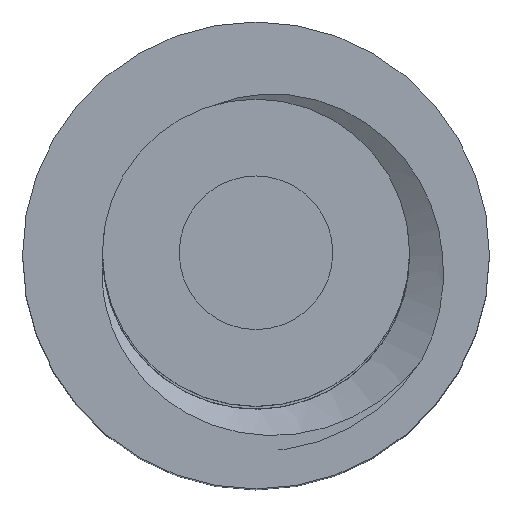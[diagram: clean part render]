
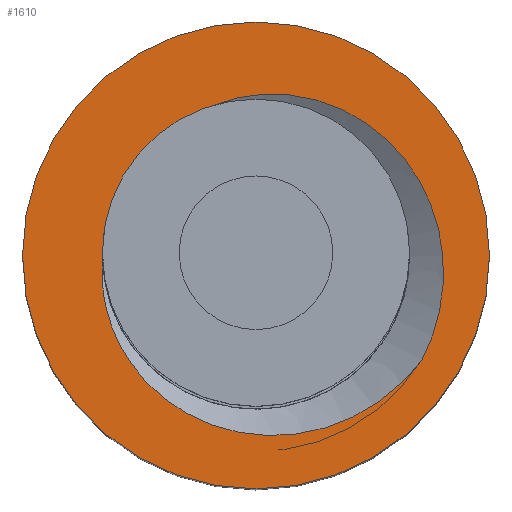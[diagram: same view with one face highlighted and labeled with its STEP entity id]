
A CAD part, top view. The second image highlights one B-rep face of the part: STEP entity #1610.
In plain terms, the highlighted planar face has unit normal (0, 0, 1).
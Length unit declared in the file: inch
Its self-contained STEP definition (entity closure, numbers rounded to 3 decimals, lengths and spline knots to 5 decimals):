
#29=CARTESIAN_POINT('',(0.,0.,0.5));
#30=DIRECTION('',(0.,0.,1.));
#31=DIRECTION('',(1.,0.,0.));
#32=AXIS2_PLACEMENT_3D('',#29,#30,#31);
#34=CARTESIAN_POINT('',(0.,0.,0.5));
#35=DIRECTION('',(0.,0.,1.));
#36=DIRECTION('',(-1.,0.,0.));
#37=AXIS2_PLACEMENT_3D('',#34,#35,#36);
#39=CARTESIAN_POINT('',(-0.05117,0.11405,0.5));
#40=CARTESIAN_POINT('',(-0.04728,0.11633,0.5));
#41=CARTESIAN_POINT('',(-0.0393,0.12043,0.5));
#42=CARTESIAN_POINT('',(-0.02661,0.12533,0.5));
#43=CARTESIAN_POINT('',(-0.01363,0.1288,0.5));
#44=CARTESIAN_POINT('',(-0.00051,0.1309,0.5));
#45=CARTESIAN_POINT('',(0.01319,0.13167,0.5));
#46=CARTESIAN_POINT('',(0.02806,0.13092,0.5));
#47=CARTESIAN_POINT('',(0.04466,0.12811,0.5));
#48=CARTESIAN_POINT('',(0.06294,0.12242,0.5));
#49=CARTESIAN_POINT('',(0.08152,0.11346,0.5));
#50=CARTESIAN_POINT('',(0.09919,0.10132,0.5));
#51=CARTESIAN_POINT('',(0.11521,0.0862,0.5));
#52=CARTESIAN_POINT('',(0.1288,0.06866,0.5));
#53=CARTESIAN_POINT('',(0.13963,0.04912,0.5));
#54=CARTESIAN_POINT('',(0.14744,0.02795,0.5));
#55=CARTESIAN_POINT('',(0.152,0.00568,0.5));
#56=CARTESIAN_POINT('',(0.15316,-0.01744,0.5));
#57=CARTESIAN_POINT('',(0.15083,-0.04054,0.5));
#58=CARTESIAN_POINT('',(0.14497,-0.06336,0.5));
#59=CARTESIAN_POINT('',(0.13883,-0.07784,0.5));
#60=CARTESIAN_POINT('',(0.13517,-0.08493,0.5));
#62=CARTESIAN_POINT('',(0.13517,-0.08493,0.5));
#63=CARTESIAN_POINT('',(0.13043,-0.09122,0.5));
#64=CARTESIAN_POINT('',(0.12018,-0.10291,0.5));
#65=CARTESIAN_POINT('',(0.10232,-0.11803,0.5));
#66=CARTESIAN_POINT('',(0.08274,-0.13012,0.5));
#67=CARTESIAN_POINT('',(0.06169,-0.13911,0.5));
#68=CARTESIAN_POINT('',(0.03977,-0.14478,0.5));
#69=CARTESIAN_POINT('',(0.0176,-0.14707,0.5));
#70=CARTESIAN_POINT('',(-0.00459,-0.146,0.5));
#71=CARTESIAN_POINT('',(-0.02607,-0.14165,0.5));
#72=CARTESIAN_POINT('',(-0.04658,-0.13411,0.5));
#73=CARTESIAN_POINT('',(-0.06531,-0.1237,0.5));
#74=CARTESIAN_POINT('',(-0.08165,-0.11106,0.5));
#75=CARTESIAN_POINT('',(-0.09521,-0.09688,0.5));
#76=CARTESIAN_POINT('',(-0.10541,-0.08272,0.5));
#77=CARTESIAN_POINT('',(-0.11278,-0.06931,0.5));
#78=CARTESIAN_POINT('',(-0.11815,-0.05638,0.5));
#79=CARTESIAN_POINT('',(-0.12195,-0.04363,0.5));
#80=CARTESIAN_POINT('',(-0.12445,-0.03047,0.5));
#81=CARTESIAN_POINT('',(-0.12556,-0.0169,0.5));
#82=CARTESIAN_POINT('',(-0.12532,-0.00791,0.5));
#83=CARTESIAN_POINT('',(-0.12495,-0.00339,0.5));
#219=CARTESIAN_POINT('',(0.,0.,0.5));
#220=DIRECTION('',(0.,0.,-1.));
#221=DIRECTION('',(-1.,-0.027,0.));
#222=AXIS2_PLACEMENT_3D('',#219,#220,#221);
#1485=CARTESIAN_POINT('',(0.19,0.,0.5));
#1486=CARTESIAN_POINT('',(-0.19,0.,0.5));
#1487=VERTEX_POINT('',#1485);
#1488=VERTEX_POINT('',#1486);
#1503=VERTEX_POINT('',#39);
#1504=VERTEX_POINT('',#60);
#1505=VERTEX_POINT('',#83);
#1593=CARTESIAN_POINT('',(0.,0.,0.5));
#1594=DIRECTION('',(0.,0.,1.));
#1595=DIRECTION('',(1.,0.,0.));
#1596=AXIS2_PLACEMENT_3D('',#1593,#1594,#1595);
#1597=PLANE('',#1596);
#1598=ORIENTED_EDGE('',*,*,#1573,.F.);
#1599=ORIENTED_EDGE('',*,*,#1587,.F.);
#1600=EDGE_LOOP('',(#1598,#1599));
#1601=FACE_OUTER_BOUND('',#1600,.F.);
#1603=ORIENTED_EDGE('',*,*,#1602,.F.);
#1605=ORIENTED_EDGE('',*,*,#1604,.F.);
#1607=ORIENTED_EDGE('',*,*,#1606,.F.);
#1608=EDGE_LOOP('',(#1603,#1605,#1607));
#1609=FACE_BOUND('',#1608,.F.);
#1610=ADVANCED_FACE('',(#1601,#1609),#1597,.T.);
#33=CIRCLE('',#32,0.19);
#38=CIRCLE('',#37,0.19);
#61=B_SPLINE_CURVE_WITH_KNOTS('',3,(#39,#40,#41,#42,#43,#44,#45,#46,#47,#48,#49,
#50,#51,#52,#53,#54,#55,#56,#57,#58,#59,#60),.UNSPECIFIED.,.F.,.F.,(4,1,1,1,1,1,
1,1,1,1,1,1,1,1,1,1,1,1,1,4),(0.,0.05263,0.10526,
0.15789,0.21053,0.26316,0.31579,
0.36842,0.42105,0.47368,0.52632,
0.57895,0.63158,0.68421,0.73684,
0.78947,0.84211,0.89474,0.94737,1.),
.UNSPECIFIED.);
#84=B_SPLINE_CURVE_WITH_KNOTS('',3,(#62,#63,#64,#65,#66,#67,#68,#69,#70,#71,#72,
#73,#74,#75,#76,#77,#78,#79,#80,#81,#82,#83),.UNSPECIFIED.,.F.,.F.,(4,1,1,1,1,1,
1,1,1,1,1,1,1,1,1,1,1,1,1,4),(0.,0.05263,0.10526,
0.15789,0.21053,0.26316,0.31579,
0.36842,0.42105,0.47368,0.52632,
0.57895,0.63158,0.68421,0.73684,
0.78947,0.84211,0.89474,0.94737,1.),
.UNSPECIFIED.);
#223=CIRCLE('',#222,0.125);
#1573=EDGE_CURVE('',#1487,#1488,#33,.T.);
#1587=EDGE_CURVE('',#1488,#1487,#38,.T.);
#1602=EDGE_CURVE('',#1503,#1504,#61,.T.);
#1604=EDGE_CURVE('',#1505,#1503,#223,.T.);
#1606=EDGE_CURVE('',#1504,#1505,#84,.T.);
